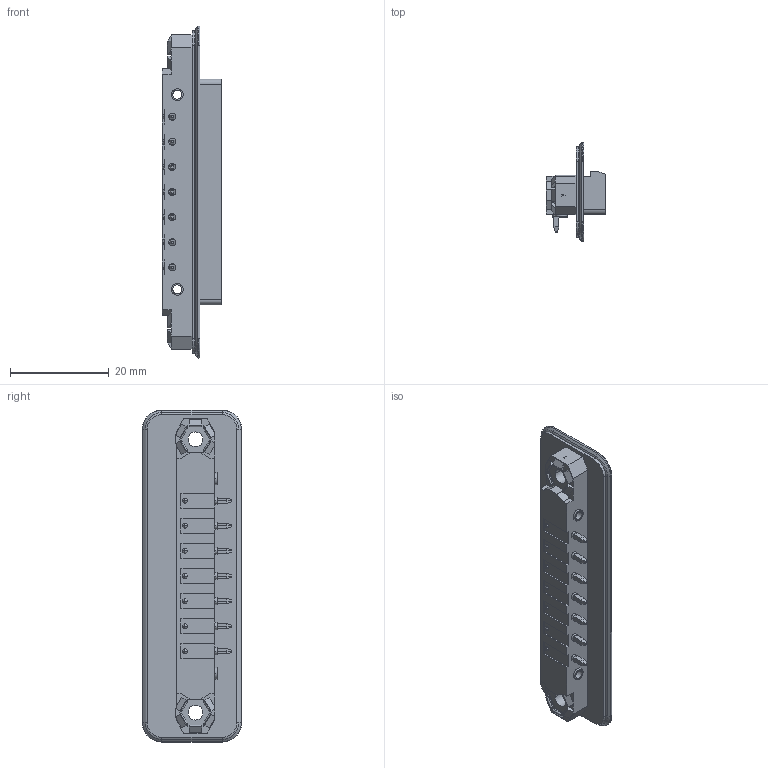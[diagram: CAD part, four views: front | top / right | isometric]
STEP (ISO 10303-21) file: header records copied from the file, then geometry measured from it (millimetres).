
FILE_DESCRIPTION(('STEP AP214'),'1');
FILE_NAME('1899032.stp','2016-07-05T05:31:14',('TraceParts'),('TraceParts S.A.'),'Spatial InterOp 3D',' ',' ');
FILE_SCHEMA(('automotive_design'));
Length unit declared in the file: millimetre
Products named in the file (1): dfk-mstba_2.5-7-gf-5.08|1#dfk-mstba_2.5-7-gf-5.08;dfk-mstba_2.5-7-gf-5.08
Bounding box: 12 x 20.07 x 67.19 mm (x, y, z)
Volume: 4124.2 mm3; surface area: 5561.2 mm2
Topology: 1 solids, 1 shells, 797 faces, 1819 edges, 1084 vertices
Faces by surface type: plane 616, cylinder 111, sphere 28, cone 22, torus 20
Entity records: 28419 total; most frequent: CARTESIAN_POINT 3869, DIRECTION 3859, ORIENTED_EDGE 3638, EDGE_CURVE 1819, LINE 1347, VECTOR 1347, AXIS2_PLACEMENT_3D 1256, VERTEX_POINT 1084
